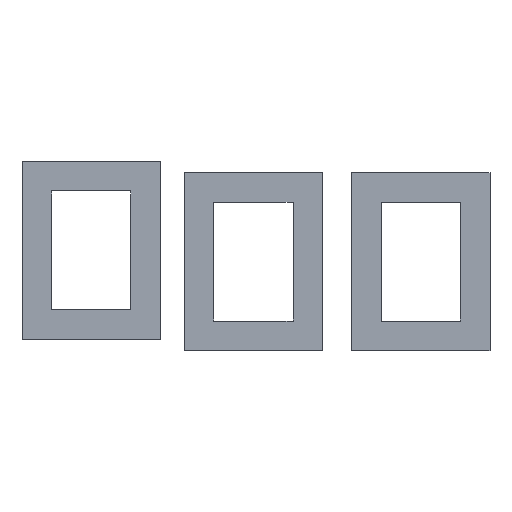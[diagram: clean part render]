
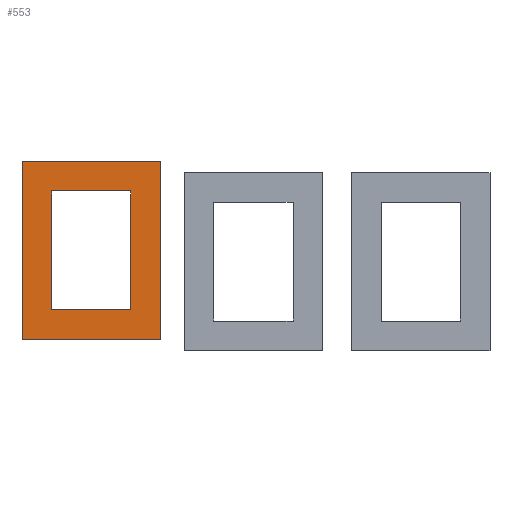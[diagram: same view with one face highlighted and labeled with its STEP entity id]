
A CAD part, top view. The second image highlights one B-rep face of the part: STEP entity #553.
In plain terms, the highlighted planar face has unit normal (0, 0, 1).
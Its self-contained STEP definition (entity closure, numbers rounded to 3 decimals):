
#35=FACE_BOUND('',#80,.T.);
#49=FACE_OUTER_BOUND('',#79,.T.);
#79=EDGE_LOOP('',(#403,#404,#405,#406));
#80=EDGE_LOOP('',(#407,#408,#409,#410));
#109=LINE('',#804,#181);
#112=LINE('',#810,#184);
#115=LINE('',#816,#187);
#118=LINE('',#820,#190);
#121=LINE('',#828,#193);
#124=LINE('',#834,#196);
#127=LINE('',#840,#199);
#130=LINE('',#844,#202);
#181=VECTOR('',#657,10.);
#184=VECTOR('',#662,10.);
#187=VECTOR('',#667,10.);
#190=VECTOR('',#672,10.);
#193=VECTOR('',#677,10.);
#196=VECTOR('',#682,10.);
#199=VECTOR('',#687,10.);
#202=VECTOR('',#692,10.);
#253=VERTEX_POINT('',#801);
#254=VERTEX_POINT('',#803);
#256=VERTEX_POINT('',#809);
#258=VERTEX_POINT('',#815);
#261=VERTEX_POINT('',#825);
#262=VERTEX_POINT('',#827);
#264=VERTEX_POINT('',#833);
#266=VERTEX_POINT('',#839);
#301=EDGE_CURVE('',#254,#253,#109,.T.);
#304=EDGE_CURVE('',#256,#254,#112,.T.);
#307=EDGE_CURVE('',#258,#256,#115,.T.);
#310=EDGE_CURVE('',#253,#258,#118,.T.);
#313=EDGE_CURVE('',#262,#261,#121,.T.);
#316=EDGE_CURVE('',#264,#262,#124,.T.);
#319=EDGE_CURVE('',#266,#264,#127,.T.);
#322=EDGE_CURVE('',#261,#266,#130,.T.);
#403=ORIENTED_EDGE('',*,*,#322,.T.);
#404=ORIENTED_EDGE('',*,*,#319,.T.);
#405=ORIENTED_EDGE('',*,*,#316,.T.);
#406=ORIENTED_EDGE('',*,*,#313,.T.);
#407=ORIENTED_EDGE('',*,*,#310,.T.);
#408=ORIENTED_EDGE('',*,*,#307,.T.);
#409=ORIENTED_EDGE('',*,*,#304,.T.);
#410=ORIENTED_EDGE('',*,*,#301,.T.);
#523=PLANE('',#622);
#553=ADVANCED_FACE('',(#49,#35),#523,.T.);
#622=AXIS2_PLACEMENT_3D('',#845,#693,#694);
#657=DIRECTION('',(-1.,0.,0.));
#662=DIRECTION('',(0.,-1.,0.));
#667=DIRECTION('',(1.,0.,0.));
#672=DIRECTION('',(0.,1.,0.));
#677=DIRECTION('',(1.,0.,0.));
#682=DIRECTION('',(0.,-1.,0.));
#687=DIRECTION('',(-1.,0.,0.));
#692=DIRECTION('',(0.,1.,0.));
#693=DIRECTION('center_axis',(0.,0.,1.));
#694=DIRECTION('ref_axis',(1.,0.,0.));
#801=CARTESIAN_POINT('',(0.,0.,1.));
#803=CARTESIAN_POINT('',(40.,0.,1.));
#804=CARTESIAN_POINT('',(0.,0.,1.));
#809=CARTESIAN_POINT('',(40.,60.,1.));
#810=CARTESIAN_POINT('',(40.,0.,1.));
#815=CARTESIAN_POINT('',(0.,60.,1.));
#816=CARTESIAN_POINT('',(40.,60.,1.));
#820=CARTESIAN_POINT('',(0.,60.,1.));
#825=CARTESIAN_POINT('',(55.,-15.,1.));
#827=CARTESIAN_POINT('',(-15.,-15.,1.));
#828=CARTESIAN_POINT('',(-15.,-15.,1.));
#833=CARTESIAN_POINT('',(-15.,75.,1.));
#834=CARTESIAN_POINT('',(-15.,75.,1.));
#839=CARTESIAN_POINT('',(55.,75.,1.));
#840=CARTESIAN_POINT('',(55.,75.,1.));
#844=CARTESIAN_POINT('',(55.,-15.,1.));
#845=CARTESIAN_POINT('Origin',(20.,30.,1.));
